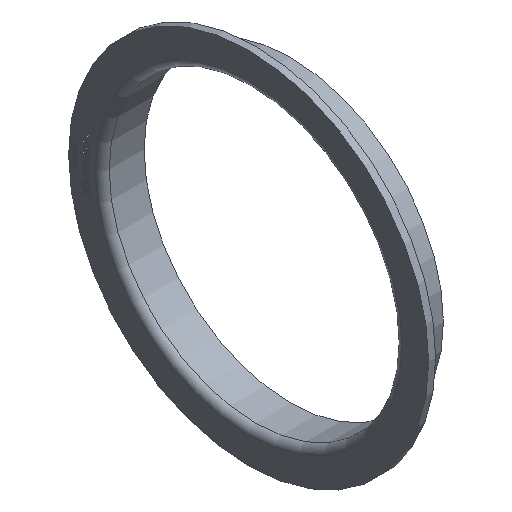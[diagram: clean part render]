
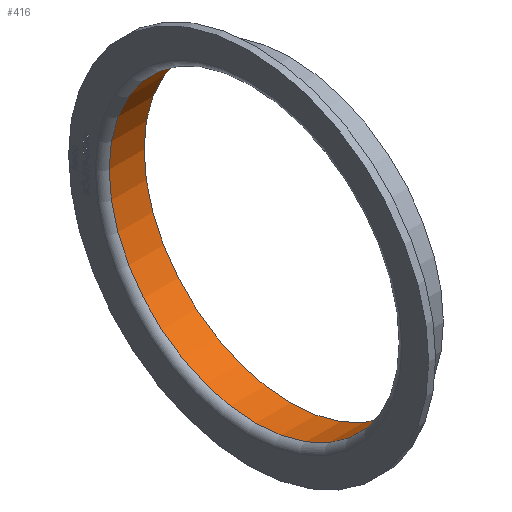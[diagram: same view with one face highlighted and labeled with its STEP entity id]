
A CAD part, isometric view. The second image highlights one B-rep face of the part: STEP entity #416.
In plain terms, the highlighted cylindrical face has radius 104.95 mm (diameter 209.9 mm), a full revolution.
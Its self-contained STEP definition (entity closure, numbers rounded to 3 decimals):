
#111 = AXIS2_PLACEMENT_3D ( 'NONE', #1981, #4397, #12963 ) ;
#258 = DIRECTION ( 'NONE',  ( -1., 0., 0. ) ) ;
#416 = ADVANCED_FACE ( 'NONE', ( #4929, #5357 ), #2088, .F. ) ;
#1424 = AXIS2_PLACEMENT_3D ( 'NONE', #3301, #4360, #5289 ) ;
#1542 = CIRCLE ( 'NONE', #111, 104.95 ) ;
#1617 = EDGE_LOOP ( 'NONE', ( #9703 ) ) ;
#1981 = CARTESIAN_POINT ( 'NONE',  ( 5., 0., 0. ) ) ;
#2088 = CYLINDRICAL_SURFACE ( 'NONE', #1424, 104.95 ) ;
#2957 = AXIS2_PLACEMENT_3D ( 'NONE', #9983, #258, #5849 ) ;
#3301 = CARTESIAN_POINT ( 'NONE',  ( 0., 0., 0. ) ) ;
#4360 = DIRECTION ( 'NONE',  ( -1., 0., 0. ) ) ;
#4397 = DIRECTION ( 'NONE',  ( -1., 0., 0. ) ) ;
#4929 = FACE_OUTER_BOUND ( 'NONE', #1617, .T. ) ;
#5175 = VERTEX_POINT ( 'NONE', #13970 ) ;
#5289 = DIRECTION ( 'NONE',  ( 0., 0., 1. ) ) ;
#5326 = VERTEX_POINT ( 'NONE', #11545 ) ;
#5357 = FACE_OUTER_BOUND ( 'NONE', #13266, .T. ) ;
#5849 = DIRECTION ( 'NONE',  ( 0., 0., 1. ) ) ;
#5966 = EDGE_CURVE ( 'NONE', #5326, #5326, #1542, .T. ) ;
#9606 = ORIENTED_EDGE ( 'NONE', *, *, #13660, .F. ) ;
#9703 = ORIENTED_EDGE ( 'NONE', *, *, #5966, .T. ) ;
#9983 = CARTESIAN_POINT ( 'NONE',  ( 30., 0., 0. ) ) ;
#9990 = CIRCLE ( 'NONE', #2957, 104.95 ) ;
#11545 = CARTESIAN_POINT ( 'NONE',  ( 5., 0., -104.95 ) ) ;
#12963 = DIRECTION ( 'NONE',  ( 0., 0., -1. ) ) ;
#13266 = EDGE_LOOP ( 'NONE', ( #9606 ) ) ;
#13660 = EDGE_CURVE ( 'NONE', #5175, #5175, #9990, .T. ) ;
#13970 = CARTESIAN_POINT ( 'NONE',  ( 30., 0., 104.95 ) ) ;
